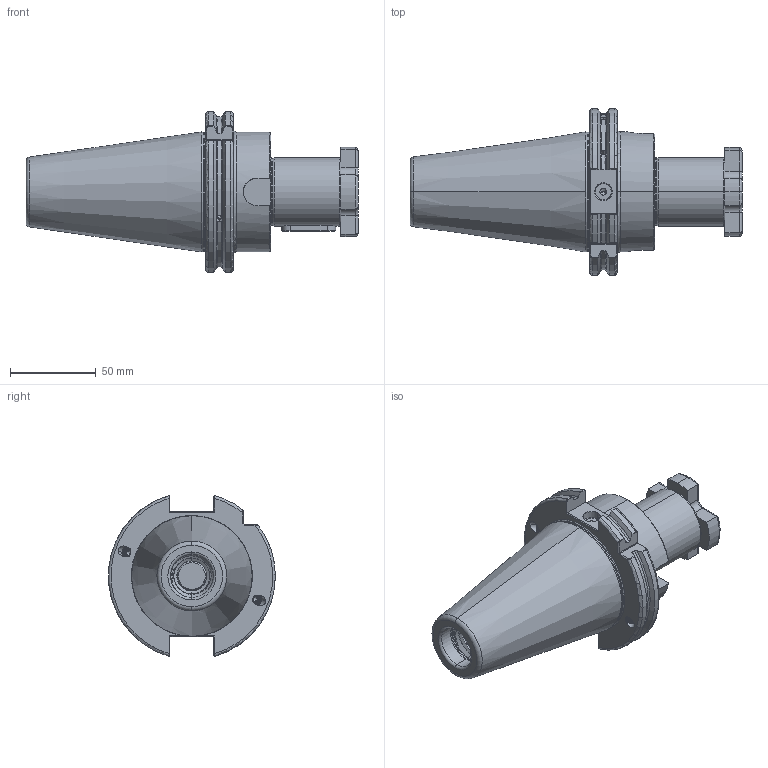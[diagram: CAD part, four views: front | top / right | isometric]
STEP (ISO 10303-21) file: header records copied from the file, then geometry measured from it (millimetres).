
FILE_DESCRIPTION (( 'STEP AP203' ), '1' );
FILE_NAME ('503.10.40.STEP', '2016-07-23T01:10:19', ( '' ), ( '' ), 'SwSTEP 2.0', 'SolidWorks 2012', '' );
FILE_SCHEMA (( 'CONFIG_CONTROL_DESIGN' ));
Length unit declared in the file: millimetre
Products named in the file (4): 503.10.40; SC40用鍵_10x8x32L; 十字螺絲FMB40
Assembly tree (3 placements, depth 2):
  503.10.40
    503.10.40
    十字螺絲FMB40
    SC40用鍵_10x8x32L
Bounding box: 193.75 x 97.32 x 93.81 mm (x, y, z)
Volume: 454032 mm3; surface area: 70715.5 mm2
Topology: 3 solids, 3 shells, 416 faces, 1117 edges, 697 vertices
Faces by surface type: cylinder 198, plane 83, cone 51, torus 51, bspline 33
Entity records: 30670 total; most frequent: CARTESIAN_POINT 20990, ORIENTED_EDGE 2206, DIRECTION 1672, EDGE_CURVE 1103, VERTEX_POINT 697, AXIS2_PLACEMENT_3D 644, EDGE_LOOP 432, FACE_OUTER_BOUND 416
